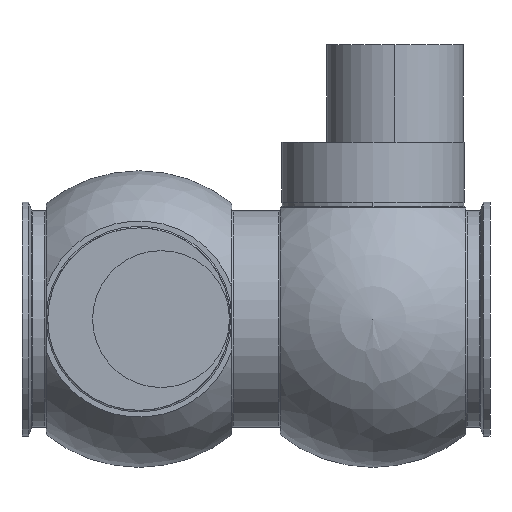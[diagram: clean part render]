
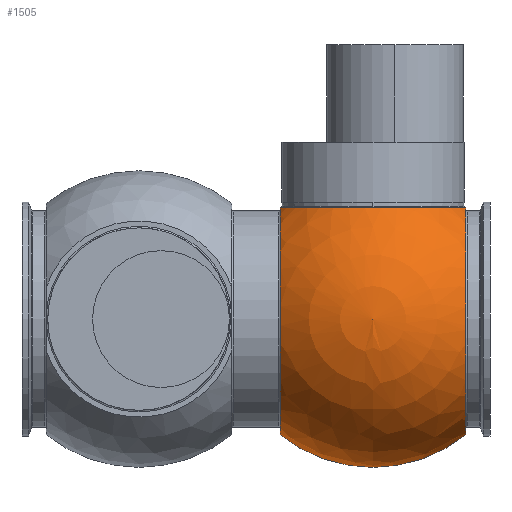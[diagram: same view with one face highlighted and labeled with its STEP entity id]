
A CAD part, left-side view. The second image highlights one B-rep face of the part: STEP entity #1505.
In plain terms, the highlighted spherical face has radius 82.55 mm.
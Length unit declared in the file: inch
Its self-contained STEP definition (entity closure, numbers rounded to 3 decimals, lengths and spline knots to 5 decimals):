
#127 = CARTESIAN_POINT ( 'NONE',  ( 0., -9.726, 0. ) ) ;
#128 = CARTESIAN_POINT ( 'NONE',  ( -0.69741, -9.726, 2.437 ) ) ;
#264 = VERTEX_POINT ( 'NONE', #128 ) ;
#296 = CARTESIAN_POINT ( 'NONE',  ( -0.70032, -5.659, 2.437 ) ) ;
#311 = SPHERICAL_SURFACE ( 'NONE', #1687, 3.25 ) ;
#330 = DIRECTION ( 'NONE',  ( 0., 0., 1. ) ) ;
#346 = CARTESIAN_POINT ( 'NONE',  ( 0., -7.692, 2.437 ) ) ;
#395 = EDGE_CURVE ( 'NONE', #2457, #762, #2268, .T. ) ;
#572 = EDGE_CURVE ( 'NONE', #264, #1961, #898, .T. ) ;
#721 = DIRECTION ( 'NONE',  ( 0., 0., -1. ) ) ;
#727 = CARTESIAN_POINT ( 'NONE',  ( 0., -5.659, 0. ) ) ;
#762 = VERTEX_POINT ( 'NONE', #1160 ) ;
#809 = CARTESIAN_POINT ( 'NONE',  ( 0., -9.726, -2.53483 ) ) ;
#835 = ORIENTED_EDGE ( 'NONE', *, *, #395, .F. ) ;
#898 = CIRCLE ( 'NONE', #1783, 2.15024 ) ;
#922 = ORIENTED_EDGE ( 'NONE', *, *, #1450, .T. ) ;
#1160 = CARTESIAN_POINT ( 'NONE',  ( 0., -5.659, -2.53563 ) ) ;
#1166 = AXIS2_PLACEMENT_3D ( 'NONE', #127, #1477, #330 ) ;
#1217 = CIRCLE ( 'NONE', #1599, 2.53563 ) ;
#1294 = CARTESIAN_POINT ( 'NONE',  ( 0., -7.692, 0. ) ) ;
#1337 = EDGE_CURVE ( 'NONE', #762, #1961, #1217, .T. ) ;
#1346 = FACE_OUTER_BOUND ( 'NONE', #1582, .T. ) ;
#1363 = DIRECTION ( 'NONE',  ( -1., 0., 0. ) ) ;
#1446 = DIRECTION ( 'NONE',  ( 0., 0., -1. ) ) ;
#1450 = EDGE_CURVE ( 'NONE', #2457, #264, #2341, .T. ) ;
#1477 = DIRECTION ( 'NONE',  ( 0., 1., 0. ) ) ;
#1505 = ADVANCED_FACE ( 'NONE', ( #1346 ), #311, .T. ) ;
#1582 = EDGE_LOOP ( 'NONE', ( #835, #922, #1730, #2191 ) ) ;
#1599 = AXIS2_PLACEMENT_3D ( 'NONE', #727, #1971, #1630 ) ;
#1630 = DIRECTION ( 'NONE',  ( 0., 0., 1. ) ) ;
#1676 = CARTESIAN_POINT ( 'NONE',  ( 0., -7.692, 0. ) ) ;
#1687 = AXIS2_PLACEMENT_3D ( 'NONE', #1294, #1860, #721 ) ;
#1728 = DIRECTION ( 'NONE',  ( 0., 0., -1. ) ) ;
#1730 = ORIENTED_EDGE ( 'NONE', *, *, #572, .T. ) ;
#1783 = AXIS2_PLACEMENT_3D ( 'NONE', #346, #1728, #1363 ) ;
#1860 = DIRECTION ( 'NONE',  ( -1., 0., 0. ) ) ;
#1935 = DIRECTION ( 'NONE',  ( 1., 0., 0. ) ) ;
#1961 = VERTEX_POINT ( 'NONE', #296 ) ;
#1971 = DIRECTION ( 'NONE',  ( 0., 1., 0. ) ) ;
#2191 = ORIENTED_EDGE ( 'NONE', *, *, #1337, .F. ) ;
#2216 = AXIS2_PLACEMENT_3D ( 'NONE', #1676, #1935, #1446 ) ;
#2268 = CIRCLE ( 'NONE', #2216, 3.25 ) ;
#2341 = CIRCLE ( 'NONE', #1166, 2.53483 ) ;
#2457 = VERTEX_POINT ( 'NONE', #809 ) ;
